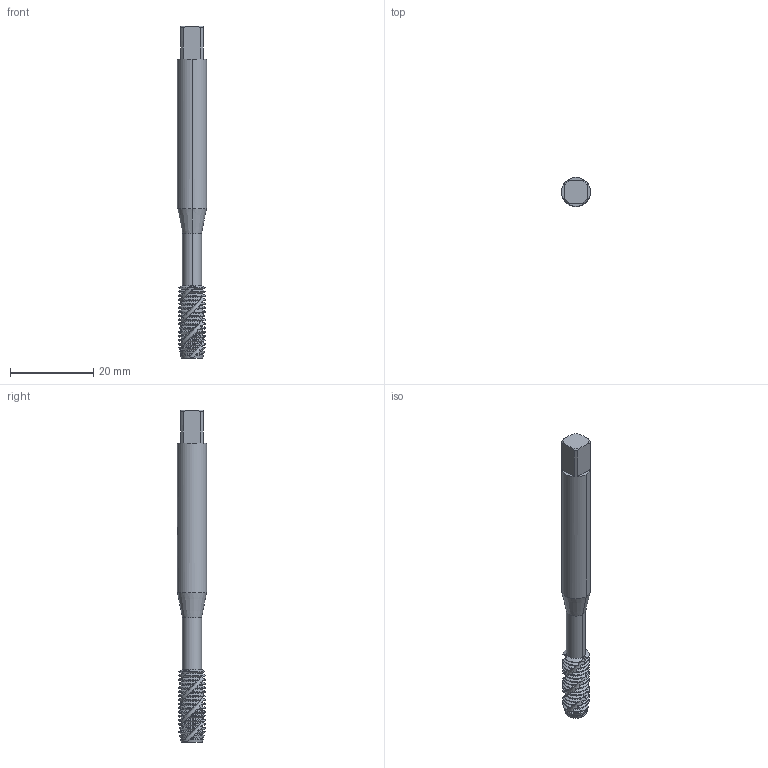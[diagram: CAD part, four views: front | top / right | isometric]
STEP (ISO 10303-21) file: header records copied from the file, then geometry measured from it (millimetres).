
FILE_DESCRIPTION(('no description'),'unknown implementation level');
FILE_NAME('solidsv7XQLUaApm_UVHf_p1Bocxa7m8_1.STP',' ',('CIM GmbH Aachen'),('CADClick - KiM GmbH - www.kimweb.de'),'unknown preprocess','ACIS','unknown authorization');
FILE_SCHEMA(('automotive_design'));
Length unit declared in the file: millimetre
Products named in the file (2): 1; 2
Bounding box: 7 x 7 x 80 mm (x, y, z)
Volume: 2422 mm3; surface area: 2324.3 mm2
Topology: 2 solids, 2 shells, 374 faces, 1050 edges, 680 vertices
Faces by surface type: cone 183, cylinder 165, plane 17, bspline 6, revolution 3
Entity records: 29877 total; most frequent: CARTESIAN_POINT 9149, STYLED_ITEM 2106, PRESENTATION_STYLE_ASSIGNMENT 2106, COLOUR_RGB 2106, ORIENTED_EDGE 2100, DIRECTION 1720, EDGE_CURVE 1050, CURVE_STYLE 1050
